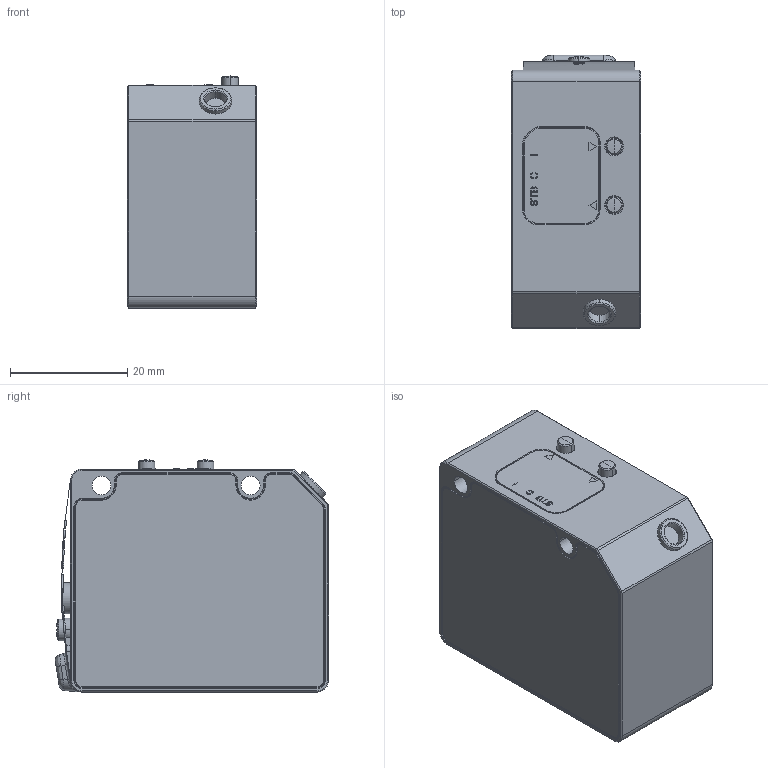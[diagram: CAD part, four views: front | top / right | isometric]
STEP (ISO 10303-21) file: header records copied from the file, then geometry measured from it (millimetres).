
FILE_DESCRIPTION((''),'2;1');
FILE_NAME('PRT0001','2024-04-22T14:42:44',('XingBei'),(''),'CREO PARAMETRIC BY PTC INC, 2019030','CREO PARAMETRIC BY PTC INC, 2019030','');
FILE_SCHEMA(('CONFIG_CONTROL_DESIGN'));
Length unit declared in the file: millimetre
Products named in the file (1): PRT0001
Bounding box: 22 x 46.57 x 39.55 mm (x, y, z)
Volume: 36587.7 mm3; surface area: 8361.7 mm2
Topology: 1 solids, 1 shells, 858 faces, 2279 edges, 1457 vertices
Faces by surface type: plane 409, bspline 210, cylinder 150, cone 71, torus 8, sphere 6, extrusion 4
Entity records: 32129 total; most frequent: CARTESIAN_POINT 11643, ORIENTED_EDGE 4546, DIRECTION 3736, EDGE_CURVE 2273, VECTOR 1552, LINE 1548, VERTEX_POINT 1457, AXIS2_PLACEMENT_3D 1092
